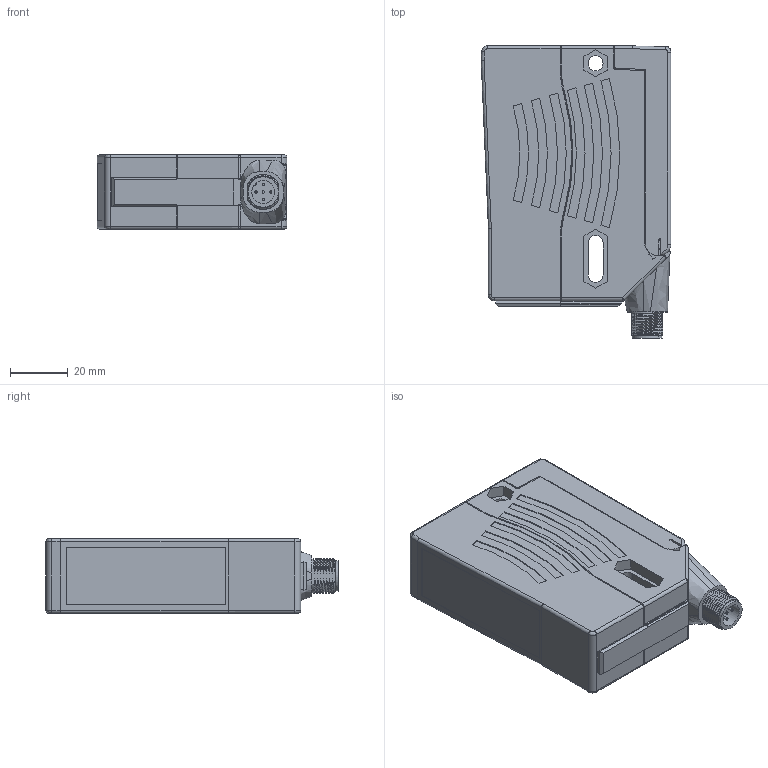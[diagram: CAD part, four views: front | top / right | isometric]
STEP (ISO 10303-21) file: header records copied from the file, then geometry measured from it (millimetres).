
FILE_DESCRIPTION((''),'2;1');
FILE_NAME('CAD0935_LD28-F1-3974_76A_112','2007-11-26T',('pfolte'),(''),'PRO/ENGINEER BY PARAMETRIC TECHNOLOGY CORPORATION, 2006300','PRO/ENGINEER BY PARAMETRIC TECHNOLOGY CORPORATION, 2006300','');
FILE_SCHEMA(('CONFIG_CONTROL_DESIGN'));
Length unit declared in the file: millimetre
Products named in the file (1): CAD0935_LD28-F1-3974_76A_112
Bounding box: 65.5 x 100.87 x 25.8 mm (x, y, z)
Volume: 140146.6 mm3; surface area: 24766.8 mm2
Topology: 1 solids, 1 shells, 707 faces, 1887 edges, 1221 vertices
Faces by surface type: plane 389, cylinder 217, bspline 56, cone 23, torus 14, sphere 8
Entity records: 26225 total; most frequent: CARTESIAN_POINT 8872, ORIENTED_EDGE 3752, DIRECTION 3374, EDGE_CURVE 1876, VECTOR 1218, LINE 1218, VERTEX_POINT 1208, AXIS2_PLACEMENT_3D 1078
